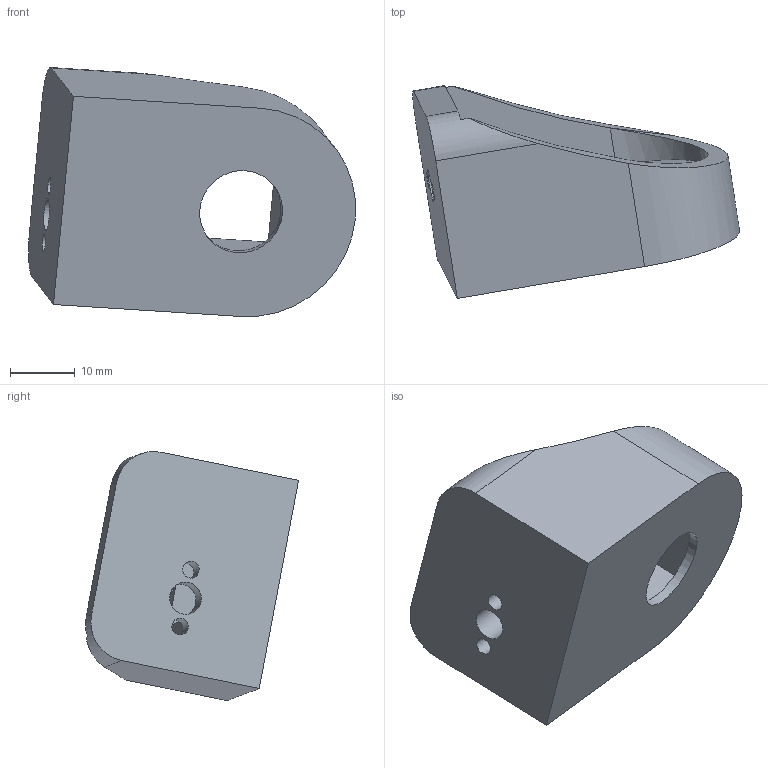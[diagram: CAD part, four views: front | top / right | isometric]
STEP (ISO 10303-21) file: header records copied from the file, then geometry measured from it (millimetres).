
FILE_DESCRIPTION(/* description */ ('STEP AP214'),/* implementation_level */ '2;1');
FILE_NAME(/* name */ '6772cfaa29831b771dc8357d',/* time_stamp */ '2024-12-30T16:51:55Z',/* author */ (''),/* organization */ (''),/* preprocessor_version */ 'ST-DEVELOPER v20',/* originating_system */ 'ONSHAPE BY PTC INC, 1.191',/* authorisation */ ' ');
FILE_SCHEMA (('AUTOMOTIVE_DESIGN {1 0 10303 214 3 1 1}'));
Length unit declared in the file: metre
Products named in the file (1): Arm 03
Bounding box: 50.69 x 33.04 x 38.59 mm (x, y, z)
Volume: 16499.8 mm3; surface area: 7537.7 mm2
Topology: 1 solids, 1 shells, 30 faces, 73 edges, 47 vertices
Faces by surface type: plane 18, cylinder 10, bspline 2
Full cylindrical faces by diameter (mm): 2 x2, 2.6 x2, 5 x1, 13 x1
Entity records: 937 total; most frequent: CARTESIAN_POINT 215, DIRECTION 135, ORIENTED_EDGE 134, EDGE_CURVE 67, AXIS2_PLACEMENT_3D 49, VERTEX_POINT 47, EDGE_LOOP 46, FACE_BOUND 46
